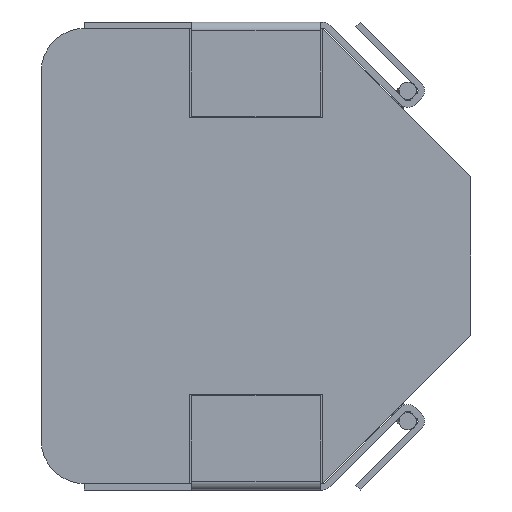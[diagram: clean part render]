
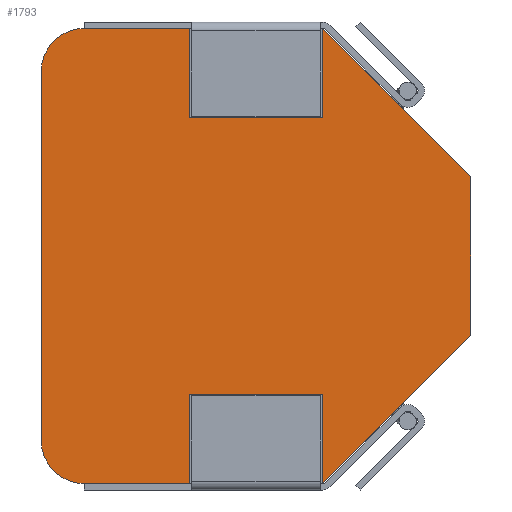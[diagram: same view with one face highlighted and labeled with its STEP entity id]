
A CAD part, front view. The second image highlights one B-rep face of the part: STEP entity #1793.
In plain terms, the highlighted planar face has unit normal (0, -1, 0).
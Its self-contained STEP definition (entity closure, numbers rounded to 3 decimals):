
#27 = DIRECTION ( 'NONE',  ( 0., 1., 0. ) ) ;
#31 = LINE ( 'NONE', #1889, #2203 ) ;
#41 = CARTESIAN_POINT ( 'NONE',  ( 1.55, 0.05, 5.3 ) ) ;
#47 = LINE ( 'NONE', #2715, #2248 ) ;
#74 = VECTOR ( 'NONE', #786, 1000. ) ;
#138 = VERTEX_POINT ( 'NONE', #353 ) ;
#141 = ORIENTED_EDGE ( 'NONE', *, *, #2802, .T. ) ;
#151 = CARTESIAN_POINT ( 'NONE',  ( -1.55, 0.05, 3.216 ) ) ;
#176 = VERTEX_POINT ( 'NONE', #2735 ) ;
#222 = DIRECTION ( 'NONE',  ( 0., 0., -1. ) ) ;
#226 = CARTESIAN_POINT ( 'NONE',  ( -1.55, 0.05, -5.3 ) ) ;
#267 = VECTOR ( 'NONE', #2326, 1000. ) ;
#310 = VECTOR ( 'NONE', #222, 1000. ) ;
#315 = DIRECTION ( 'NONE',  ( -0.707, 0., 0.707 ) ) ;
#321 = VECTOR ( 'NONE', #1805, 1000. ) ;
#327 = LINE ( 'NONE', #3417, #2212 ) ;
#348 = EDGE_CURVE ( 'NONE', #138, #840, #1150, .T. ) ;
#353 = CARTESIAN_POINT ( 'NONE',  ( 1.55, 0.05, 3.216 ) ) ;
#373 = VECTOR ( 'NONE', #315, 1000. ) ;
#387 = CARTESIAN_POINT ( 'NONE',  ( -1.55, 0.05, 0. ) ) ;
#406 = AXIS2_PLACEMENT_3D ( 'NONE', #2168, #603, #2178 ) ;
#435 = VERTEX_POINT ( 'NONE', #1900 ) ;
#473 = CARTESIAN_POINT ( 'NONE',  ( 0., 0.05, 3.216 ) ) ;
#493 = DIRECTION ( 'NONE',  ( 0., 0., -1. ) ) ;
#578 = EDGE_CURVE ( 'NONE', #2111, #435, #2499, .T. ) ;
#599 = VERTEX_POINT ( 'NONE', #1609 ) ;
#603 = DIRECTION ( 'NONE',  ( 0., 1., 0. ) ) ;
#696 = CARTESIAN_POINT ( 'NONE',  ( 0., 0.05, -3.216 ) ) ;
#780 = CARTESIAN_POINT ( 'NONE',  ( -4., 0.05, -4.3 ) ) ;
#786 = DIRECTION ( 'NONE',  ( -1., 0., 0. ) ) ;
#802 = ORIENTED_EDGE ( 'NONE', *, *, #2013, .T. ) ;
#820 = LINE ( 'NONE', #696, #2005 ) ;
#834 = ORIENTED_EDGE ( 'NONE', *, *, #1000, .T. ) ;
#840 = VERTEX_POINT ( 'NONE', #41 ) ;
#843 = VERTEX_POINT ( 'NONE', #3182 ) ;
#854 = ORIENTED_EDGE ( 'NONE', *, *, #855, .T. ) ;
#855 = EDGE_CURVE ( 'NONE', #2111, #2765, #2984, .T. ) ;
#862 = DIRECTION ( 'NONE',  ( 0., 0., 1. ) ) ;
#895 = VECTOR ( 'NONE', #2022, 1000. ) ;
#920 = ORIENTED_EDGE ( 'NONE', *, *, #2675, .F. ) ;
#1000 = EDGE_CURVE ( 'NONE', #599, #840, #2827, .T. ) ;
#1051 = DIRECTION ( 'NONE',  ( 1., 0., 0. ) ) ;
#1086 = EDGE_LOOP ( 'NONE', ( #2159, #854, #2716, #2922, #3350, #141, #2317, #834, #2689, #3007, #1408, #802, #920, #2311 ) ) ;
#1120 = VERTEX_POINT ( 'NONE', #1916 ) ;
#1139 = EDGE_CURVE ( 'NONE', #1787, #2765, #327, .T. ) ;
#1150 = LINE ( 'NONE', #1212, #3026 ) ;
#1212 = CARTESIAN_POINT ( 'NONE',  ( 1.55, 0.05, 0. ) ) ;
#1219 = LINE ( 'NONE', #473, #895 ) ;
#1338 = VERTEX_POINT ( 'NONE', #151 ) ;
#1408 = ORIENTED_EDGE ( 'NONE', *, *, #3227, .F. ) ;
#1425 = LINE ( 'NONE', #2331, #321 ) ;
#1609 = CARTESIAN_POINT ( 'NONE',  ( 5., 0.05, 1.85 ) ) ;
#1684 = VERTEX_POINT ( 'NONE', #2602 ) ;
#1787 = VERTEX_POINT ( 'NONE', #3190 ) ;
#1793 = ADVANCED_FACE ( 'NONE', ( #3148 ), #2664, .F. ) ;
#1805 = DIRECTION ( 'NONE',  ( 0., 0., 1. ) ) ;
#1889 = CARTESIAN_POINT ( 'NONE',  ( -5., 0.05, -5.3 ) ) ;
#1900 = CARTESIAN_POINT ( 'NONE',  ( -5., 0.05, -4.3 ) ) ;
#1916 = CARTESIAN_POINT ( 'NONE',  ( 1.55, 0.05, -5.3 ) ) ;
#1922 = CARTESIAN_POINT ( 'NONE',  ( -4., 0.05, 5.3 ) ) ;
#2002 = VERTEX_POINT ( 'NONE', #2398 ) ;
#2005 = VECTOR ( 'NONE', #2534, 1000. ) ;
#2013 = EDGE_CURVE ( 'NONE', #2002, #2549, #2372, .T. ) ;
#2022 = DIRECTION ( 'NONE',  ( 1., 0., 0. ) ) ;
#2074 = CARTESIAN_POINT ( 'NONE',  ( 1.55, 0.05, -5.3 ) ) ;
#2091 = CARTESIAN_POINT ( 'NONE',  ( -5., 0.05, 5.3 ) ) ;
#2107 = AXIS2_PLACEMENT_3D ( 'NONE', #780, #3361, #493 ) ;
#2111 = VERTEX_POINT ( 'NONE', #3213 ) ;
#2159 = ORIENTED_EDGE ( 'NONE', *, *, #578, .F. ) ;
#2168 = CARTESIAN_POINT ( 'NONE',  ( -4., 0.05, 4.3 ) ) ;
#2178 = DIRECTION ( 'NONE',  ( 0., 0., -1. ) ) ;
#2203 = VECTOR ( 'NONE', #2673, 1000. ) ;
#2212 = VECTOR ( 'NONE', #2952, 1000. ) ;
#2234 = DIRECTION ( 'NONE',  ( 0., 0., 1. ) ) ;
#2248 = VECTOR ( 'NONE', #862, 1000. ) ;
#2311 = ORIENTED_EDGE ( 'NONE', *, *, #2582, .T. ) ;
#2315 = LINE ( 'NONE', #2074, #267 ) ;
#2317 = ORIENTED_EDGE ( 'NONE', *, *, #2677, .T. ) ;
#2326 = DIRECTION ( 'NONE',  ( 0.707, 0., 0.707 ) ) ;
#2331 = CARTESIAN_POINT ( 'NONE',  ( 1.55, 0.05, 0. ) ) ;
#2335 = EDGE_CURVE ( 'NONE', #176, #1787, #820, .T. ) ;
#2340 = EDGE_CURVE ( 'NONE', #1338, #138, #1219, .T. ) ;
#2372 = LINE ( 'NONE', #2091, #74 ) ;
#2388 = CARTESIAN_POINT ( 'NONE',  ( -5., 0.05, -5.3 ) ) ;
#2395 = DIRECTION ( 'NONE',  ( 0., 0., 1. ) ) ;
#2398 = CARTESIAN_POINT ( 'NONE',  ( -1.55, 0.05, 5.3 ) ) ;
#2423 = EDGE_CURVE ( 'NONE', #1120, #176, #1425, .T. ) ;
#2465 = AXIS2_PLACEMENT_3D ( 'NONE', #3176, #27, #2395 ) ;
#2499 = CIRCLE ( 'NONE', #2107, 1. ) ;
#2506 = CARTESIAN_POINT ( 'NONE',  ( 1.55, 0.05, 5.3 ) ) ;
#2534 = DIRECTION ( 'NONE',  ( -1., 0., 0. ) ) ;
#2549 = VERTEX_POINT ( 'NONE', #1922 ) ;
#2582 = EDGE_CURVE ( 'NONE', #843, #435, #31, .T. ) ;
#2602 = CARTESIAN_POINT ( 'NONE',  ( 5., 0.05, -1.85 ) ) ;
#2664 = PLANE ( 'NONE',  #2465 ) ;
#2673 = DIRECTION ( 'NONE',  ( 0., 0., -1. ) ) ;
#2675 = EDGE_CURVE ( 'NONE', #843, #2549, #3191, .T. ) ;
#2677 = EDGE_CURVE ( 'NONE', #1684, #599, #47, .T. ) ;
#2689 = ORIENTED_EDGE ( 'NONE', *, *, #348, .F. ) ;
#2715 = CARTESIAN_POINT ( 'NONE',  ( 5., 0.05, -5.3 ) ) ;
#2716 = ORIENTED_EDGE ( 'NONE', *, *, #1139, .F. ) ;
#2735 = CARTESIAN_POINT ( 'NONE',  ( 1.55, 0.05, -3.216 ) ) ;
#2765 = VERTEX_POINT ( 'NONE', #226 ) ;
#2802 = EDGE_CURVE ( 'NONE', #1120, #1684, #2315, .T. ) ;
#2827 = LINE ( 'NONE', #2506, #373 ) ;
#2922 = ORIENTED_EDGE ( 'NONE', *, *, #2335, .F. ) ;
#2952 = DIRECTION ( 'NONE',  ( 0., 0., -1. ) ) ;
#2984 = LINE ( 'NONE', #2388, #3366 ) ;
#3007 = ORIENTED_EDGE ( 'NONE', *, *, #2340, .F. ) ;
#3026 = VECTOR ( 'NONE', #2234, 1000. ) ;
#3148 = FACE_OUTER_BOUND ( 'NONE', #1086, .T. ) ;
#3176 = CARTESIAN_POINT ( 'NONE',  ( 0., 0.05, 0. ) ) ;
#3182 = CARTESIAN_POINT ( 'NONE',  ( -5., 0.05, 4.3 ) ) ;
#3190 = CARTESIAN_POINT ( 'NONE',  ( -1.55, 0.05, -3.216 ) ) ;
#3191 = CIRCLE ( 'NONE', #406, 1. ) ;
#3213 = CARTESIAN_POINT ( 'NONE',  ( -4., 0.05, -5.3 ) ) ;
#3227 = EDGE_CURVE ( 'NONE', #2002, #1338, #3259, .T. ) ;
#3259 = LINE ( 'NONE', #387, #310 ) ;
#3350 = ORIENTED_EDGE ( 'NONE', *, *, #2423, .F. ) ;
#3361 = DIRECTION ( 'NONE',  ( 0., 1., 0. ) ) ;
#3366 = VECTOR ( 'NONE', #1051, 1000. ) ;
#3417 = CARTESIAN_POINT ( 'NONE',  ( -1.55, 0.05, 0. ) ) ;
